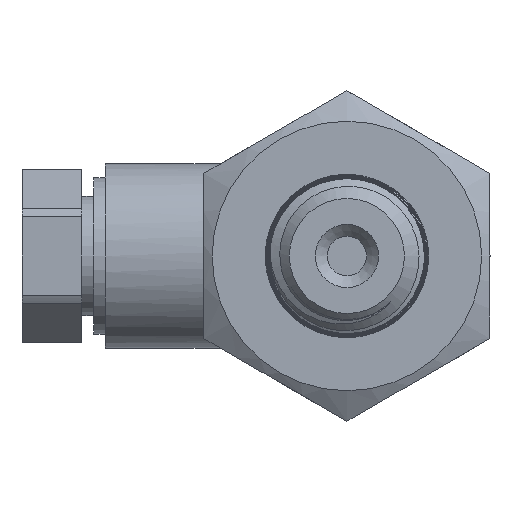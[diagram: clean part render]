
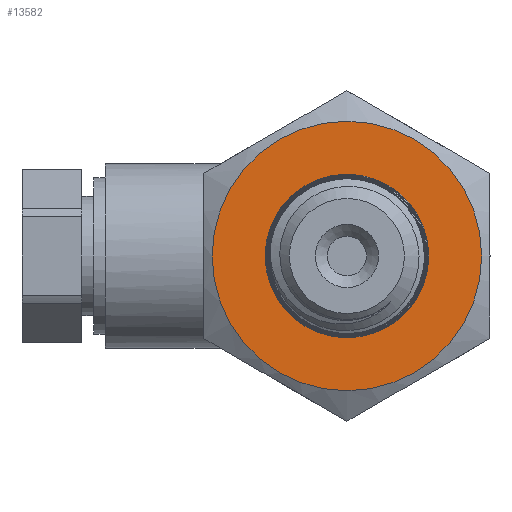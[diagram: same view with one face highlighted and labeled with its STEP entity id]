
A CAD part, left-side view. The second image highlights one B-rep face of the part: STEP entity #13582.
In plain terms, the highlighted planar face has unit normal (-1, 0, 0).
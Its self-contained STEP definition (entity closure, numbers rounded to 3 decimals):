
#99=FACE_BOUND('',#2034,.T.);
#223=PLANE('',#14221);
#1259=FACE_OUTER_BOUND('',#2033,.T.);
#2033=EDGE_LOOP('',(#11041));
#2034=EDGE_LOOP('',(#11042));
#2438=CIRCLE('',#14010,6.86);
#2539=CIRCLE('',#14212,11.3);
#5504=VERTEX_POINT('',#18481);
#6165=VERTEX_POINT('',#27979);
#6930=EDGE_CURVE('',#5504,#5504,#2438,.T.);
#7920=EDGE_CURVE('',#6165,#6165,#2539,.T.);
#11041=ORIENTED_EDGE('',*,*,#7920,.T.);
#11042=ORIENTED_EDGE('',*,*,#6930,.T.);
#13582=ADVANCED_FACE('',(#1259,#99),#223,.T.);
#14010=AXIS2_PLACEMENT_3D('',#18482,#14687,#14688);
#14212=AXIS2_PLACEMENT_3D('',#27981,#15533,#15534);
#14221=AXIS2_PLACEMENT_3D('',#27998,#15558,#15559);
#14687=DIRECTION('center_axis',(1.,0.,0.));
#14688=DIRECTION('ref_axis',(0.,0.,-1.));
#15533=DIRECTION('center_axis',(-1.,0.,0.));
#15534=DIRECTION('ref_axis',(0.,1.,0.));
#15558=DIRECTION('center_axis',(-1.,0.,0.));
#15559=DIRECTION('ref_axis',(0.,0.,1.));
#18481=CARTESIAN_POINT('',(14.,-6.86,0.));
#18482=CARTESIAN_POINT('Origin',(14.,0.,0.));
#27979=CARTESIAN_POINT('',(14.,-11.3,0.));
#27981=CARTESIAN_POINT('Origin',(14.,0.,0.));
#27998=CARTESIAN_POINT('Origin',(14.,12.,0.));
